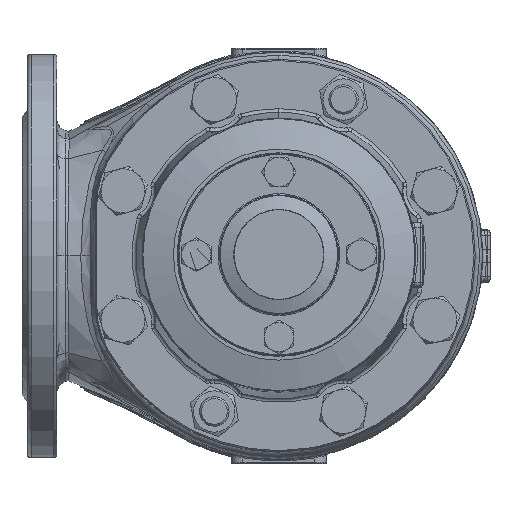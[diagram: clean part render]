
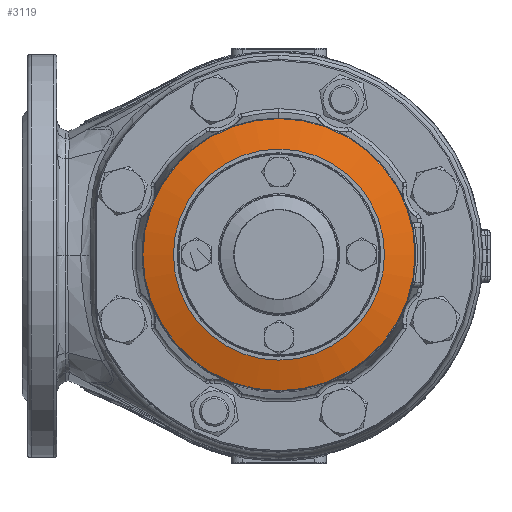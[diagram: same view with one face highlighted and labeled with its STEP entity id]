
A CAD part, top view. The second image highlights one B-rep face of the part: STEP entity #3119.
In plain terms, the highlighted conical face has half-angle 75 degrees and reference radius 57.5 mm.
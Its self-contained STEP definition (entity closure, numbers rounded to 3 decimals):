
#2950=CARTESIAN_POINT('',(0.,-74.129,417.781));
#2951=VERTEX_POINT('',#2950);
#2978=CARTESIAN_POINT('',(0.,74.129,417.781));
#2979=VERTEX_POINT('',#2978);
#2980=CARTESIAN_POINT('',(0.,-0.,417.781));
#2981=DIRECTION('',(0.,-0.,1.));
#2982=DIRECTION('',(-0.,-1.,-0.));
#2983=AXIS2_PLACEMENT_3D('',#2980,#2981,#2982);
#2984=CIRCLE('',#2983,74.129);
#2985=EDGE_CURVE('NONE',#2979,#2951,#2984,.T.);
#2987=CARTESIAN_POINT('',(0.,-0.,417.781));
#2988=DIRECTION('',(0.,-0.,1.));
#2989=DIRECTION('',(-0.,-1.,-0.));
#2990=AXIS2_PLACEMENT_3D('',#2987,#2988,#2989);
#2991=CIRCLE('',#2990,74.129);
#2992=EDGE_CURVE('NONE',#2951,#2979,#2991,.T.);
#3085=CARTESIAN_POINT('',(0.,-0.,422.237));
#3086=DIRECTION('',(-0.,0.,-1.));
#3087=DIRECTION('',(0.,1.,0.));
#3088=AXIS2_PLACEMENT_3D('',#3085,#3086,#3087);
#3089=CONICAL_SURFACE('',#3088,57.5,75.);
#3090=CARTESIAN_POINT('',(0.,57.5,422.237));
#3091=VERTEX_POINT('',#3090);
#3092=CARTESIAN_POINT('',(0.,74.129,417.781));
#3093=DIRECTION('',(-0.,-0.966,0.259));
#3094=VECTOR('',#3093,17.216);
#3095=LINE('',#3092,#3094);
#3096=EDGE_CURVE('',#2979,#3091,#3095,.T.);
#3097=ORIENTED_EDGE('',*,*,#3096,.T.);
#3098=CARTESIAN_POINT('',(0.,-57.5,422.237));
#3099=VERTEX_POINT('',#3098);
#3100=CARTESIAN_POINT('',(0.,-0.,422.237));
#3101=DIRECTION('',(-0.,0.,-1.));
#3102=DIRECTION('',(0.,1.,0.));
#3103=AXIS2_PLACEMENT_3D('',#3100,#3101,#3102);
#3104=CIRCLE('',#3103,57.5);
#3105=EDGE_CURVE('NONE',#3091,#3099,#3104,.T.);
#3106=ORIENTED_EDGE('',*,*,#3105,.T.);
#3107=CARTESIAN_POINT('',(0.,-0.,422.237));
#3108=DIRECTION('',(-0.,0.,-1.));
#3109=DIRECTION('',(0.,1.,0.));
#3110=AXIS2_PLACEMENT_3D('',#3107,#3108,#3109);
#3111=CIRCLE('',#3110,57.5);
#3112=EDGE_CURVE('NONE',#3099,#3091,#3111,.T.);
#3113=ORIENTED_EDGE('',*,*,#3112,.T.);
#3114=ORIENTED_EDGE('',*,*,#3096,.F.);
#3115=ORIENTED_EDGE('',*,*,#2985,.T.);
#3116=ORIENTED_EDGE('',*,*,#2992,.T.);
#3117=EDGE_LOOP('',(#3097,#3106,#3113,#3114,#3115,#3116));
#3118=FACE_BOUND('',#3117,.T.);
#3119=ADVANCED_FACE('NONE',(#3118),#3089,.T.);
